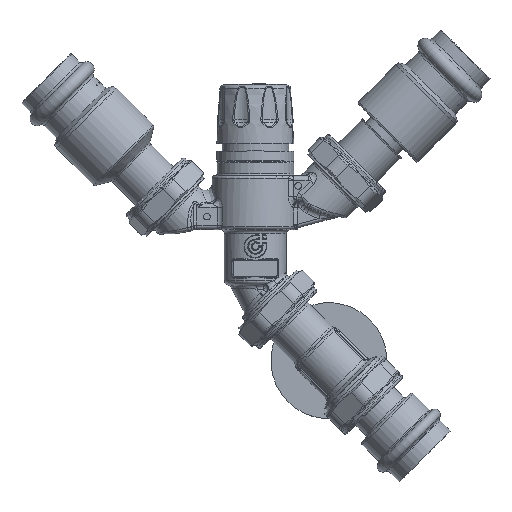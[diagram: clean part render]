
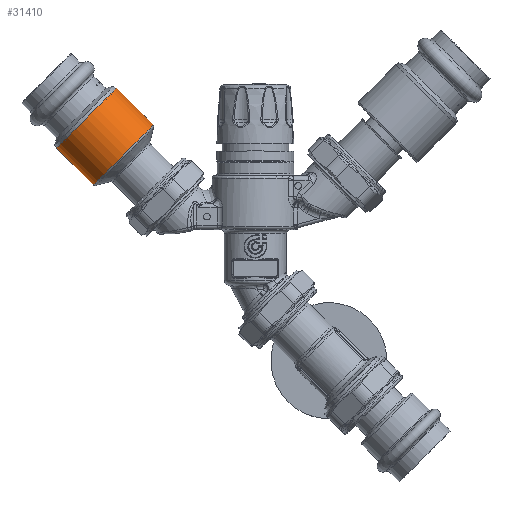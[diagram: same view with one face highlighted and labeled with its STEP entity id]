
A CAD part, top view. The second image highlights one B-rep face of the part: STEP entity #31410.
In plain terms, the highlighted cylindrical face has radius 19.05 mm (diameter 38.1 mm), a full revolution.
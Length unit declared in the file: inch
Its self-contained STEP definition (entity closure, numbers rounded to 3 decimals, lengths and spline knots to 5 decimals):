
#3163=CYLINDRICAL_SURFACE('',#34879,0.75);
#5088=FACE_OUTER_BOUND('',#7105,.T.);
#7105=EDGE_LOOP('',(#27011,#27012,#27013,#27014));
#8297=LINE('',#92767,#9491);
#9491=VECTOR('',#42899,0.75);
#11293=CIRCLE('',#34872,0.75);
#11299=CIRCLE('',#34880,0.75);
#13832=VERTEX_POINT('',#92751);
#13837=VERTEX_POINT('',#92765);
#18232=EDGE_CURVE('',#13832,#13832,#11293,.T.);
#18239=EDGE_CURVE('',#13837,#13837,#11299,.T.);
#18240=EDGE_CURVE('',#13837,#13832,#8297,.T.);
#27011=ORIENTED_EDGE('',*,*,#18239,.F.);
#27012=ORIENTED_EDGE('',*,*,#18240,.T.);
#27013=ORIENTED_EDGE('',*,*,#18232,.F.);
#27014=ORIENTED_EDGE('',*,*,#18240,.F.);
#31410=ADVANCED_FACE('',(#5088),#3163,.T.);
#34872=AXIS2_PLACEMENT_3D('',#92752,#42880,#42881);
#34879=AXIS2_PLACEMENT_3D('',#92764,#42895,#42896);
#34880=AXIS2_PLACEMENT_3D('',#92766,#42897,#42898);
#42880=DIRECTION('center_axis',(0.707,-0.707,0.));
#42881=DIRECTION('ref_axis',(0.707,0.707,0.));
#42895=DIRECTION('center_axis',(-0.707,0.707,0.));
#42896=DIRECTION('ref_axis',(0.,0.,
1.));
#42897=DIRECTION('center_axis',(-0.707,0.707,0.));
#42898=DIRECTION('ref_axis',(0.,0.,
1.));
#42899=DIRECTION('',(0.707,-0.707,0.));
#92751=CARTESIAN_POINT('',(-2.34271,0.85059,-2.07714));
#92752=CARTESIAN_POINT('Origin',(-2.34271,0.85059,-1.32714));
#92764=CARTESIAN_POINT('Origin',(-2.66226,1.17013,-1.32714));
#92765=CARTESIAN_POINT('',(-2.99813,1.50601,-2.07714));
#92766=CARTESIAN_POINT('Origin',(-2.99813,1.50601,-1.32714));
#92767=CARTESIAN_POINT('',(-2.66226,1.17013,-2.07714));
